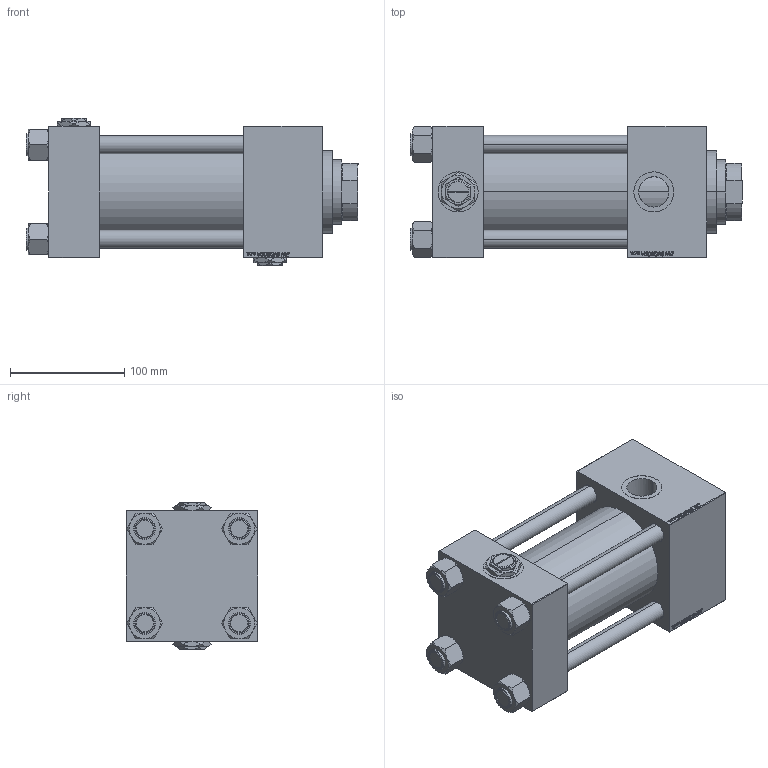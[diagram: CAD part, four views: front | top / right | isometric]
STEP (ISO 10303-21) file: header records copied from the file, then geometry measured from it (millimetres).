
FILE_DESCRIPTION (( 'STEP AP203' ), '1' );
FILE_NAME ('a9bd.STEP', '2022-04-16T20:24:49', ( '' ), ( '' ), 'SwSTEP 2.0', 'SolidWorks 2019', '' );
FILE_SCHEMA (( 'CONFIG_CONTROL_DESIGN' ));
Length unit declared in the file: millimetre
Products named in the file (7): NUT_M5_V215CD_C 4d8aed105d04487b3061792a7b748fae; Zatka_pro_OIL_PORT 4d8aed105d04487b3061792a7b748fae; V215CD_VCP_C 4d8aed105d04487b3061792a7b748fae; V215CD_Body_C 4d8aed105d04487b3061792a7b748fae; V215CD_C_TYCINKA 4d8aed105d04487b3061792a7b748fae; a9bd; V215CD_VC_C 4d8aed105d04487b3061792a7b748fae
Assembly tree (13 placements, depth 2):
  a9bd
    V215CD_Body_C 4d8aed105d04487b3061792a7b748fae
    V215CD_VC_C 4d8aed105d04487b3061792a7b748fae
    V215CD_VCP_C 4d8aed105d04487b3061792a7b748fae
    V215CD_C_TYCINKA 4d8aed105d04487b3061792a7b748fae  x4
    NUT_M5_V215CD_C 4d8aed105d04487b3061792a7b748fae  x4
    Zatka_pro_OIL_PORT 4d8aed105d04487b3061792a7b748fae  x2
Bounding box: 290 x 115 x 129 mm (x, y, z)
Volume: 2090516.9 mm3; surface area: 341261.1 mm2
Topology: 13 solids, 13 shells, 1300 faces, 3270 edges, 2117 vertices
Faces by surface type: plane 622, bspline 392, cone 178, cylinder 100, torus 8
Entity records: 52895 total; most frequent: CARTESIAN_POINT 27940, ORIENTED_EDGE 5612, DIRECTION 3648, EDGE_CURVE 2806, VERTEX_POINT 1837, VECTOR 1658, LINE 1658, EDGE_LOOP 1237
